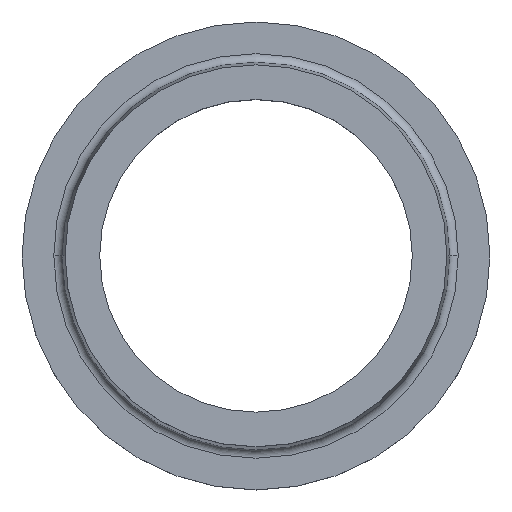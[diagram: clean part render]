
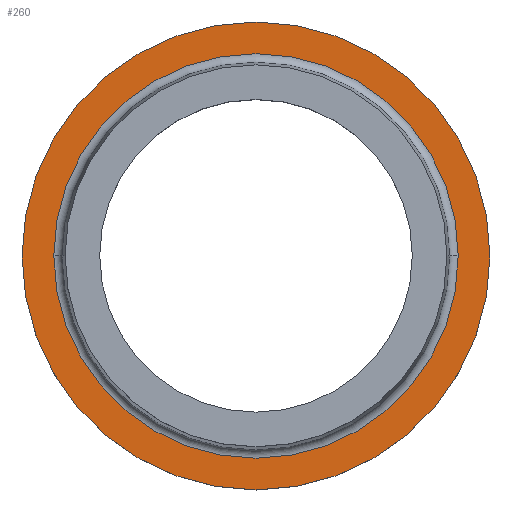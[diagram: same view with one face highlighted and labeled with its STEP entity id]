
A CAD part, top view. The second image highlights one B-rep face of the part: STEP entity #260.
In plain terms, the highlighted planar face has unit normal (0, 0, 1).
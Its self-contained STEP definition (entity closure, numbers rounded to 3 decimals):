
#13 = DIRECTION ( 'NONE',  ( 0., 0., -1. ) ) ;
#28 = DIRECTION ( 'NONE',  ( -1., 0., 0. ) ) ;
#29 = EDGE_CURVE ( 'NONE', #80, #302, #237, .T. ) ;
#36 = DIRECTION ( 'NONE',  ( 1., 0., 0. ) ) ;
#40 = CIRCLE ( 'NONE', #104, 217.5 ) ;
#57 = CARTESIAN_POINT ( 'NONE',  ( -188., 0., 45. ) ) ;
#59 = DIRECTION ( 'NONE',  ( -1., 0., 0. ) ) ;
#78 = EDGE_LOOP ( 'NONE', ( #155, #160 ) ) ;
#79 = CARTESIAN_POINT ( 'NONE',  ( 188., 0., 45. ) ) ;
#80 = VERTEX_POINT ( 'NONE', #233 ) ;
#81 = AXIS2_PLACEMENT_3D ( 'NONE', #433, #398, #405 ) ;
#93 = VERTEX_POINT ( 'NONE', #57 ) ;
#104 = AXIS2_PLACEMENT_3D ( 'NONE', #440, #359, #28 ) ;
#109 = FACE_BOUND ( 'NONE', #78, .T. ) ;
#155 = ORIENTED_EDGE ( 'NONE', *, *, #197, .T. ) ;
#160 = ORIENTED_EDGE ( 'NONE', *, *, #239, .T. ) ;
#181 = CIRCLE ( 'NONE', #81, 188. ) ;
#197 = EDGE_CURVE ( 'NONE', #93, #454, #367, .T. ) ;
#203 = DIRECTION ( 'NONE',  ( 0., 0., 1. ) ) ;
#206 = FACE_OUTER_BOUND ( 'NONE', #424, .T. ) ;
#230 = DIRECTION ( 'NONE',  ( -1., 0., 0. ) ) ;
#233 = CARTESIAN_POINT ( 'NONE',  ( 217.5, 0., 45. ) ) ;
#237 = CIRCLE ( 'NONE', #357, 217.5 ) ;
#239 = EDGE_CURVE ( 'NONE', #454, #93, #181, .T. ) ;
#260 = ADVANCED_FACE ( 'NONE', ( #109, #206 ), #283, .T. ) ;
#279 = CARTESIAN_POINT ( 'NONE',  ( 0., 0., 45. ) ) ;
#283 = PLANE ( 'NONE',  #343 ) ;
#302 = VERTEX_POINT ( 'NONE', #438 ) ;
#305 = EDGE_CURVE ( 'NONE', #302, #80, #40, .T. ) ;
#343 = AXIS2_PLACEMENT_3D ( 'NONE', #432, #203, #36 ) ;
#357 = AXIS2_PLACEMENT_3D ( 'NONE', #421, #13, #230 ) ;
#359 = DIRECTION ( 'NONE',  ( 0., 0., -1. ) ) ;
#367 = CIRCLE ( 'NONE', #397, 188. ) ;
#397 = AXIS2_PLACEMENT_3D ( 'NONE', #279, #429, #59 ) ;
#398 = DIRECTION ( 'NONE',  ( 0., 0., -1. ) ) ;
#405 = DIRECTION ( 'NONE',  ( -1., 0., 0. ) ) ;
#421 = CARTESIAN_POINT ( 'NONE',  ( 0., 0., 45. ) ) ;
#424 = EDGE_LOOP ( 'NONE', ( #453, #427 ) ) ;
#427 = ORIENTED_EDGE ( 'NONE', *, *, #29, .F. ) ;
#429 = DIRECTION ( 'NONE',  ( 0., 0., -1. ) ) ;
#432 = CARTESIAN_POINT ( 'NONE',  ( 0., 217.5, 45. ) ) ;
#433 = CARTESIAN_POINT ( 'NONE',  ( 0., 0., 45. ) ) ;
#438 = CARTESIAN_POINT ( 'NONE',  ( -217.5, 0., 45. ) ) ;
#440 = CARTESIAN_POINT ( 'NONE',  ( 0., 0., 45. ) ) ;
#453 = ORIENTED_EDGE ( 'NONE', *, *, #305, .F. ) ;
#454 = VERTEX_POINT ( 'NONE', #79 ) ;
